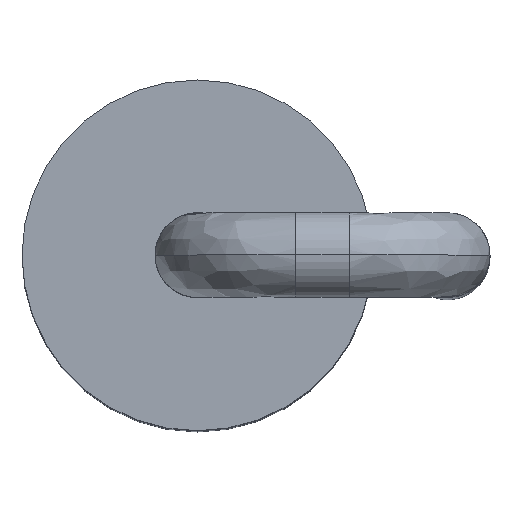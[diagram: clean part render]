
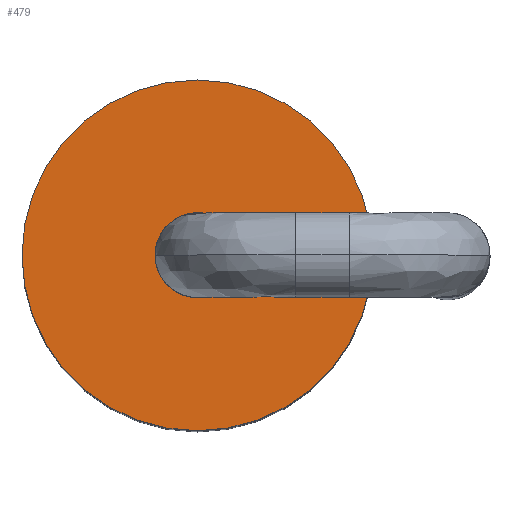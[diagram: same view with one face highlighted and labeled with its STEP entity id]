
A CAD part, top view. The second image highlights one B-rep face of the part: STEP entity #479.
In plain terms, the highlighted planar face has unit normal (0, 0, 1).
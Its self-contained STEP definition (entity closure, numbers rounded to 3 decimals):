
#134 = DIRECTION ( 'NONE',  ( 1., 0., 0. ) ) ;
#212 = EDGE_CURVE ( 'NONE', #711, #842, #1590, .T. ) ;
#221 = CARTESIAN_POINT ( 'NONE',  ( 0., 0., 8.62 ) ) ;
#293 = DIRECTION ( 'NONE',  ( 0., 0., -1. ) ) ;
#350 = AXIS2_PLACEMENT_3D ( 'NONE', #797, #1871, #949 ) ;
#374 = DIRECTION ( 'NONE',  ( 0., 0., 1. ) ) ;
#479 = ADVANCED_FACE ( 'NONE', ( #906 ), #801, .T. ) ;
#571 = CARTESIAN_POINT ( 'NONE',  ( -1.78, 0., 8.62 ) ) ;
#711 = VERTEX_POINT ( 'NONE', #571 ) ;
#797 = CARTESIAN_POINT ( 'NONE',  ( 0., 0., 8.62 ) ) ;
#801 = PLANE ( 'NONE',  #1436 ) ;
#842 = VERTEX_POINT ( 'NONE', #1607 ) ;
#906 = FACE_OUTER_BOUND ( 'NONE', #1796, .T. ) ;
#949 = DIRECTION ( 'NONE',  ( 1., 0., 0. ) ) ;
#1044 = DIRECTION ( 'NONE',  ( 1., 0., 0. ) ) ;
#1052 = CARTESIAN_POINT ( 'NONE',  ( 0., 0., 8.62 ) ) ;
#1273 = AXIS2_PLACEMENT_3D ( 'NONE', #1052, #293, #1044 ) ;
#1407 = CIRCLE ( 'NONE', #350, 1.78 ) ;
#1436 = AXIS2_PLACEMENT_3D ( 'NONE', #221, #374, #134 ) ;
#1491 = EDGE_CURVE ( 'NONE', #842, #711, #1407, .T. ) ;
#1590 = CIRCLE ( 'NONE', #1273, 1.78 ) ;
#1602 = ORIENTED_EDGE ( 'NONE', *, *, #1491, .F. ) ;
#1607 = CARTESIAN_POINT ( 'NONE',  ( 1.78, 0., 8.62 ) ) ;
#1796 = EDGE_LOOP ( 'NONE', ( #1602, #1956 ) ) ;
#1871 = DIRECTION ( 'NONE',  ( 0., 0., -1. ) ) ;
#1956 = ORIENTED_EDGE ( 'NONE', *, *, #212, .F. ) ;
